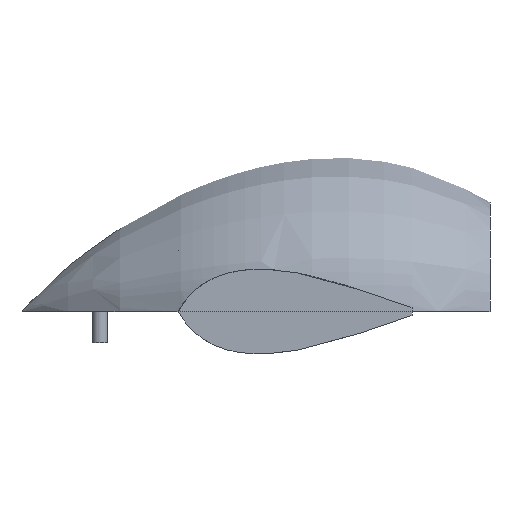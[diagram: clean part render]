
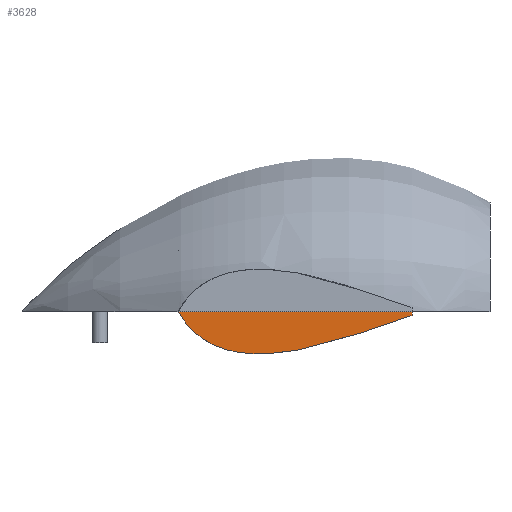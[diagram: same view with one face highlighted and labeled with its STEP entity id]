
A CAD part, front view. The second image highlights one B-rep face of the part: STEP entity #3628.
In plain terms, the highlighted planar face has unit normal (0, -1, 0).
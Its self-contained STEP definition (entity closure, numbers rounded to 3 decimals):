
#570 = PLANE('',#571);
#571 = AXIS2_PLACEMENT_3D('',#572,#573,#574);
#572 = CARTESIAN_POINT('',(-10.,-15.,0.));
#573 = DIRECTION('',(-1.,0.,0.));
#574 = DIRECTION('',(0.,0.,1.));
#2619 = SURFACE_OF_LINEAR_EXTRUSION('',#2620,#2627);
#2620 = B_SPLINE_CURVE_WITH_KNOTS('',3,(#2621,#2622,#2623,#2624,#2625,
    #2626),.UNSPECIFIED.,.F.,.F.,(4,1,1,4),(0.,5.657,
    16.702,32.363),.UNSPECIFIED.);
#2621 = CARTESIAN_POINT('',(-40.,-15.,0.));
#2622 = CARTESIAN_POINT('',(-38.954,-15.,-1.852));
#2623 = CARTESIAN_POINT('',(-34.914,-15.,-5.664));
#2624 = CARTESIAN_POINT('',(-23.41,-15.,-5.715));
#2625 = CARTESIAN_POINT('',(-13.621,-15.,-1.621));
#2626 = CARTESIAN_POINT('',(-10.,-15.,-0.5));
#2627 = VECTOR('',#2628,1.);
#2628 = DIRECTION('',(0.,1.,0.));
#2662 = VERTEX_POINT('',#2663);
#2663 = CARTESIAN_POINT('',(-10.,-55.,0.));
#2684 = EDGE_CURVE('',#2662,#2685,#2687,.T.);
#2685 = VERTEX_POINT('',#2686);
#2686 = CARTESIAN_POINT('',(-10.,-55.,-0.5));
#2687 = SURFACE_CURVE('',#2688,(#2692,#2699),.PCURVE_S1.);
#2688 = LINE('',#2689,#2690);
#2689 = CARTESIAN_POINT('',(-10.,-55.,0.));
#2690 = VECTOR('',#2691,1.);
#2691 = DIRECTION('',(0.,0.,-1.));
#2692 = PCURVE('',#570,#2693);
#2693 = DEFINITIONAL_REPRESENTATION('',(#2694),#2698);
#2694 = LINE('',#2695,#2696);
#2695 = CARTESIAN_POINT('',(0.,-40.));
#2696 = VECTOR('',#2697,1.);
#2697 = DIRECTION('',(-1.,0.));
#2698 = ( GEOMETRIC_REPRESENTATION_CONTEXT(2) 
PARAMETRIC_REPRESENTATION_CONTEXT() REPRESENTATION_CONTEXT('2D SPACE',''
  ) );
#2699 = PCURVE('',#2700,#2705);
#2700 = PLANE('',#2701);
#2701 = AXIS2_PLACEMENT_3D('',#2702,#2703,#2704);
#2702 = CARTESIAN_POINT('',(-40.,-55.,0.));
#2703 = DIRECTION('',(0.,1.,0.));
#2704 = DIRECTION('',(1.,0.,0.));
#2705 = DEFINITIONAL_REPRESENTATION('',(#2706),#2710);
#2706 = LINE('',#2707,#2708);
#2707 = CARTESIAN_POINT('',(30.,0.));
#2708 = VECTOR('',#2709,1.);
#2709 = DIRECTION('',(0.,1.));
#2710 = ( GEOMETRIC_REPRESENTATION_CONTEXT(2) 
PARAMETRIC_REPRESENTATION_CONTEXT() REPRESENTATION_CONTEXT('2D SPACE',''
  ) );
#3234 = PLANE('',#3235);
#3235 = AXIS2_PLACEMENT_3D('',#3236,#3237,#3238);
#3236 = CARTESIAN_POINT('',(-40.,-55.,0.));
#3237 = DIRECTION('',(0.,1.,0.));
#3238 = DIRECTION('',(-1.,0.,0.));
#3272 = VERTEX_POINT('',#3273);
#3273 = CARTESIAN_POINT('',(-40.,-55.,0.));
#3600 = EDGE_CURVE('',#3272,#2685,#3601,.T.);
#3601 = SURFACE_CURVE('',#3602,(#3609,#3616),.PCURVE_S1.);
#3602 = B_SPLINE_CURVE_WITH_KNOTS('',3,(#3603,#3604,#3605,#3606,#3607,
    #3608),.UNSPECIFIED.,.F.,.F.,(4,1,1,4),(0.,5.657,
    16.702,32.363),.UNSPECIFIED.);
#3603 = CARTESIAN_POINT('',(-40.,-55.,0.));
#3604 = CARTESIAN_POINT('',(-38.954,-55.,-1.852));
#3605 = CARTESIAN_POINT('',(-34.914,-55.,-5.664));
#3606 = CARTESIAN_POINT('',(-23.41,-55.,-5.715));
#3607 = CARTESIAN_POINT('',(-13.621,-55.,-1.621));
#3608 = CARTESIAN_POINT('',(-10.,-55.,-0.5));
#3609 = PCURVE('',#2619,#3610);
#3610 = DEFINITIONAL_REPRESENTATION('',(#3611),#3615);
#3611 = LINE('',#3612,#3613);
#3612 = CARTESIAN_POINT('',(0.,-40.));
#3613 = VECTOR('',#3614,1.);
#3614 = DIRECTION('',(1.,0.));
#3615 = ( GEOMETRIC_REPRESENTATION_CONTEXT(2) 
PARAMETRIC_REPRESENTATION_CONTEXT() REPRESENTATION_CONTEXT('2D SPACE',''
  ) );
#3616 = PCURVE('',#2700,#3617);
#3617 = DEFINITIONAL_REPRESENTATION('',(#3618),#3625);
#3618 = B_SPLINE_CURVE_WITH_KNOTS('',3,(#3619,#3620,#3621,#3622,#3623,
    #3624),.UNSPECIFIED.,.F.,.F.,(4,1,1,4),(0.,5.657,
    16.702,32.363),.UNSPECIFIED.);
#3619 = CARTESIAN_POINT('',(0.,0.));
#3620 = CARTESIAN_POINT('',(1.046,1.852));
#3621 = CARTESIAN_POINT('',(5.086,5.664));
#3622 = CARTESIAN_POINT('',(16.59,5.715));
#3623 = CARTESIAN_POINT('',(26.379,1.621));
#3624 = CARTESIAN_POINT('',(30.,0.5));
#3625 = ( GEOMETRIC_REPRESENTATION_CONTEXT(2) 
PARAMETRIC_REPRESENTATION_CONTEXT() REPRESENTATION_CONTEXT('2D SPACE',''
  ) );
#3628 = ADVANCED_FACE('',(#3629),#2700,.F.);
#3629 = FACE_BOUND('',#3630,.T.);
#3630 = EDGE_LOOP('',(#3631,#3652,#3653));
#3631 = ORIENTED_EDGE('',*,*,#3632,.F.);
#3632 = EDGE_CURVE('',#3272,#2662,#3633,.T.);
#3633 = SURFACE_CURVE('',#3634,(#3638,#3645),.PCURVE_S1.);
#3634 = LINE('',#3635,#3636);
#3635 = CARTESIAN_POINT('',(-40.,-55.,0.));
#3636 = VECTOR('',#3637,1.);
#3637 = DIRECTION('',(1.,0.,0.));
#3638 = PCURVE('',#2700,#3639);
#3639 = DEFINITIONAL_REPRESENTATION('',(#3640),#3644);
#3640 = LINE('',#3641,#3642);
#3641 = CARTESIAN_POINT('',(0.,0.));
#3642 = VECTOR('',#3643,1.);
#3643 = DIRECTION('',(1.,0.));
#3644 = ( GEOMETRIC_REPRESENTATION_CONTEXT(2) 
PARAMETRIC_REPRESENTATION_CONTEXT() REPRESENTATION_CONTEXT('2D SPACE',''
  ) );
#3645 = PCURVE('',#3234,#3646);
#3646 = DEFINITIONAL_REPRESENTATION('',(#3647),#3651);
#3647 = LINE('',#3648,#3649);
#3648 = CARTESIAN_POINT('',(0.,0.));
#3649 = VECTOR('',#3650,1.);
#3650 = DIRECTION('',(-1.,0.));
#3651 = ( GEOMETRIC_REPRESENTATION_CONTEXT(2) 
PARAMETRIC_REPRESENTATION_CONTEXT() REPRESENTATION_CONTEXT('2D SPACE',''
  ) );
#3652 = ORIENTED_EDGE('',*,*,#3600,.T.);
#3653 = ORIENTED_EDGE('',*,*,#2684,.F.);
